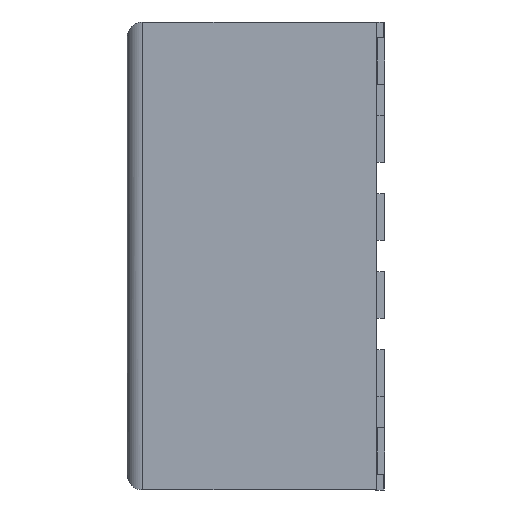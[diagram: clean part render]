
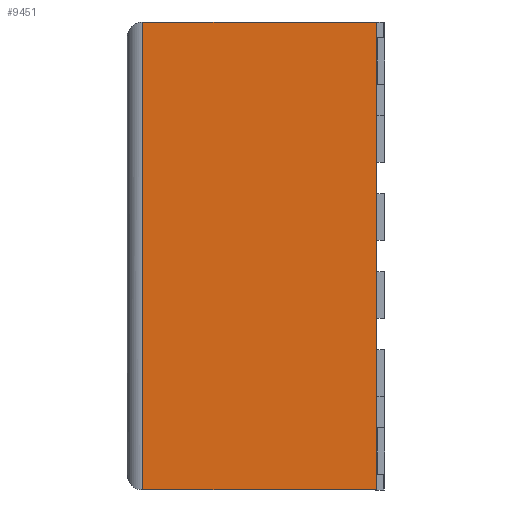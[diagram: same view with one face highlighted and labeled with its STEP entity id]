
A CAD part, left-side view. The second image highlights one B-rep face of the part: STEP entity #9451.
In plain terms, the highlighted planar face has unit normal (-1, 0, 0).
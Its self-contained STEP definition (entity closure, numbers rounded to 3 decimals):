
#58 = VECTOR ( 'NONE', #8203, 1000. ) ;
#965 = VECTOR ( 'NONE', #7367, 1000. ) ;
#1115 = DIRECTION ( 'NONE',  ( 1., 0., 0. ) ) ;
#1181 = CARTESIAN_POINT ( 'NONE',  ( -2.5, 0., 1.5 ) ) ;
#1500 = VECTOR ( 'NONE', #5958, 1000. ) ;
#2794 = PLANE ( 'NONE',  #9986 ) ;
#2894 = CARTESIAN_POINT ( 'NONE',  ( -2.5, 1.6, -1.5 ) ) ;
#3006 = ORIENTED_EDGE ( 'NONE', *, *, #3792, .T. ) ;
#3213 = DIRECTION ( 'NONE',  ( 0., 0., -1. ) ) ;
#3455 = LINE ( 'NONE', #7348, #1500 ) ;
#3792 = EDGE_CURVE ( 'NONE', #3917, #4625, #5950, .T. ) ;
#3917 = VERTEX_POINT ( 'NONE', #4353 ) ;
#4003 = CARTESIAN_POINT ( 'NONE',  ( -2.5, 1.5, -1.5 ) ) ;
#4228 = VERTEX_POINT ( 'NONE', #1181 ) ;
#4353 = CARTESIAN_POINT ( 'NONE',  ( -2.5, 1.5, -1.5 ) ) ;
#4622 = ORIENTED_EDGE ( 'NONE', *, *, #7330, .T. ) ;
#4625 = VERTEX_POINT ( 'NONE', #6467 ) ;
#4946 = CARTESIAN_POINT ( 'NONE',  ( -2.5, 1.6, 1.5 ) ) ;
#5071 = CARTESIAN_POINT ( 'NONE',  ( -2.5, 1.6, -1.5 ) ) ;
#5244 = FACE_OUTER_BOUND ( 'NONE', #8010, .T. ) ;
#5950 = LINE ( 'NONE', #5071, #58 ) ;
#5958 = DIRECTION ( 'NONE',  ( 0., 0., 1. ) ) ;
#6022 = DIRECTION ( 'NONE',  ( 0., 0., -1. ) ) ;
#6359 = VECTOR ( 'NONE', #3213, 1000. ) ;
#6467 = CARTESIAN_POINT ( 'NONE',  ( -2.5, 0., -1.5 ) ) ;
#6590 = LINE ( 'NONE', #4946, #965 ) ;
#6628 = EDGE_CURVE ( 'NONE', #9716, #4228, #6590, .T. ) ;
#6935 = ORIENTED_EDGE ( 'NONE', *, *, #6628, .F. ) ;
#7330 = EDGE_CURVE ( 'NONE', #9716, #3917, #7976, .T. ) ;
#7348 = CARTESIAN_POINT ( 'NONE',  ( -2.5, 0., -1.5 ) ) ;
#7367 = DIRECTION ( 'NONE',  ( 0., -1., 0. ) ) ;
#7552 = ORIENTED_EDGE ( 'NONE', *, *, #9707, .T. ) ;
#7976 = LINE ( 'NONE', #4003, #6359 ) ;
#8010 = EDGE_LOOP ( 'NONE', ( #6935, #4622, #3006, #7552 ) ) ;
#8203 = DIRECTION ( 'NONE',  ( 0., -1., 0. ) ) ;
#9068 = CARTESIAN_POINT ( 'NONE',  ( -2.5, 1.5, 1.5 ) ) ;
#9451 = ADVANCED_FACE ( 'NONE', ( #5244 ), #2794, .F. ) ;
#9707 = EDGE_CURVE ( 'NONE', #4625, #4228, #3455, .T. ) ;
#9716 = VERTEX_POINT ( 'NONE', #9068 ) ;
#9986 = AXIS2_PLACEMENT_3D ( 'NONE', #2894, #1115, #6022 ) ;
